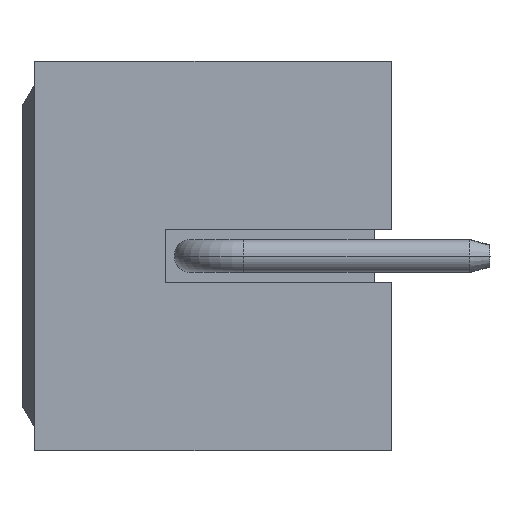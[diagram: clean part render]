
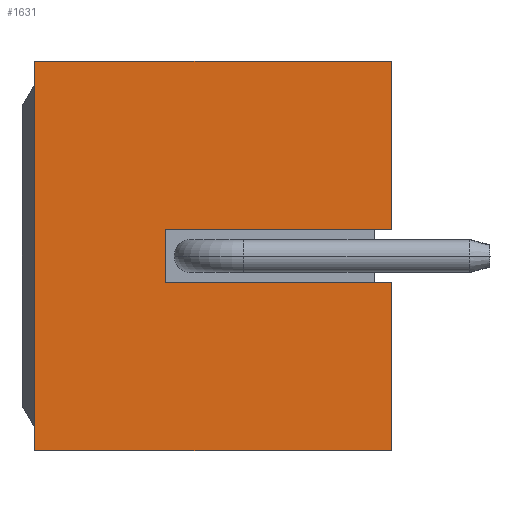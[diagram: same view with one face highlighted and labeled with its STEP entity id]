
A CAD part, left-side view. The second image highlights one B-rep face of the part: STEP entity #1631.
In plain terms, the highlighted planar face has unit normal (-1, 0, 0).
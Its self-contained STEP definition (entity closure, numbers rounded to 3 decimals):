
#59 = DIRECTION ( 'NONE',  ( 0., -1., 0. ) ) ;
#69 = CARTESIAN_POINT ( 'NONE',  ( -11., 0.4, -0.65 ) ) ;
#158 = CARTESIAN_POINT ( 'NONE',  ( -11., 0., 4.75 ) ) ;
#201 = LINE ( 'NONE', #519, #2570 ) ;
#338 = ORIENTED_EDGE ( 'NONE', *, *, #3193, .F. ) ;
#519 = CARTESIAN_POINT ( 'NONE',  ( -11., 8.7, -4.75 ) ) ;
#608 = LINE ( 'NONE', #1148, #2172 ) ;
#622 = DIRECTION ( 'NONE',  ( 0., 0., 1. ) ) ;
#650 = VECTOR ( 'NONE', #59, 1000. ) ;
#665 = LINE ( 'NONE', #933, #2224 ) ;
#734 = EDGE_CURVE ( 'NONE', #1231, #2885, #608, .T. ) ;
#819 = LINE ( 'NONE', #158, #913 ) ;
#821 = CARTESIAN_POINT ( 'NONE',  ( -11., 0., 0.65 ) ) ;
#844 = VERTEX_POINT ( 'NONE', #3879 ) ;
#913 = VECTOR ( 'NONE', #2633, 1000. ) ;
#933 = CARTESIAN_POINT ( 'NONE',  ( -11., 0., 4.75 ) ) ;
#960 = ORIENTED_EDGE ( 'NONE', *, *, #1270, .T. ) ;
#1007 = DIRECTION ( 'NONE',  ( 0., -1., 0. ) ) ;
#1028 = CARTESIAN_POINT ( 'NONE',  ( -11., 8.7, 4.75 ) ) ;
#1088 = CARTESIAN_POINT ( 'NONE',  ( -11., 5.5, 0.65 ) ) ;
#1099 = DIRECTION ( 'NONE',  ( 0., 0., 1. ) ) ;
#1132 = DIRECTION ( 'NONE',  ( 0., -1., 0. ) ) ;
#1148 = CARTESIAN_POINT ( 'NONE',  ( -11., 0.4, 0.65 ) ) ;
#1201 = FACE_OUTER_BOUND ( 'NONE', #3457, .T. ) ;
#1231 = VERTEX_POINT ( 'NONE', #1088 ) ;
#1270 = EDGE_CURVE ( 'NONE', #3943, #2515, #819, .T. ) ;
#1307 = VECTOR ( 'NONE', #1099, 1000. ) ;
#1420 = EDGE_CURVE ( 'NONE', #2885, #3511, #665, .T. ) ;
#1488 = LINE ( 'NONE', #3719, #3761 ) ;
#1582 = ORIENTED_EDGE ( 'NONE', *, *, #734, .T. ) ;
#1631 = ADVANCED_FACE ( 'NONE', ( #1201 ), #2276, .F. ) ;
#1638 = VERTEX_POINT ( 'NONE', #1028 ) ;
#1670 = CARTESIAN_POINT ( 'NONE',  ( -11., 8.7, 4.75 ) ) ;
#1706 = EDGE_CURVE ( 'NONE', #844, #1638, #2942, .T. ) ;
#1727 = VERTEX_POINT ( 'NONE', #2042 ) ;
#1930 = ORIENTED_EDGE ( 'NONE', *, *, #3483, .T. ) ;
#1987 = DIRECTION ( 'NONE',  ( 0., 0., -1. ) ) ;
#2039 = CARTESIAN_POINT ( 'NONE',  ( -11., 0., -4.75 ) ) ;
#2042 = CARTESIAN_POINT ( 'NONE',  ( -11., 5.5, -0.65 ) ) ;
#2172 = VECTOR ( 'NONE', #3281, 1000. ) ;
#2207 = VECTOR ( 'NONE', #1007, 1000. ) ;
#2224 = VECTOR ( 'NONE', #622, 1000. ) ;
#2276 = PLANE ( 'NONE',  #2543 ) ;
#2293 = LINE ( 'NONE', #3491, #2207 ) ;
#2420 = EDGE_CURVE ( 'NONE', #1231, #1727, #1488, .T. ) ;
#2462 = ORIENTED_EDGE ( 'NONE', *, *, #3228, .F. ) ;
#2515 = VERTEX_POINT ( 'NONE', #3342 ) ;
#2543 = AXIS2_PLACEMENT_3D ( 'NONE', #1670, #3831, #1987 ) ;
#2570 = VECTOR ( 'NONE', #1132, 1000. ) ;
#2628 = CARTESIAN_POINT ( 'NONE',  ( -11., 8.7, 4.75 ) ) ;
#2633 = DIRECTION ( 'NONE',  ( 0., 0., 1. ) ) ;
#2668 = CARTESIAN_POINT ( 'NONE',  ( -11., 0., 4.75 ) ) ;
#2885 = VERTEX_POINT ( 'NONE', #821 ) ;
#2942 = LINE ( 'NONE', #2628, #1307 ) ;
#3111 = LINE ( 'NONE', #69, #650 ) ;
#3193 = EDGE_CURVE ( 'NONE', #1727, #2515, #3111, .T. ) ;
#3228 = EDGE_CURVE ( 'NONE', #1638, #3511, #2293, .T. ) ;
#3281 = DIRECTION ( 'NONE',  ( 0., -1., 0. ) ) ;
#3342 = CARTESIAN_POINT ( 'NONE',  ( -11., 0., -0.65 ) ) ;
#3424 = ORIENTED_EDGE ( 'NONE', *, *, #1420, .T. ) ;
#3457 = EDGE_LOOP ( 'NONE', ( #338, #3745, #1582, #3424, #2462, #3675, #1930, #960 ) ) ;
#3483 = EDGE_CURVE ( 'NONE', #844, #3943, #201, .T. ) ;
#3491 = CARTESIAN_POINT ( 'NONE',  ( -11., 8.7, 4.75 ) ) ;
#3511 = VERTEX_POINT ( 'NONE', #2668 ) ;
#3675 = ORIENTED_EDGE ( 'NONE', *, *, #1706, .F. ) ;
#3719 = CARTESIAN_POINT ( 'NONE',  ( -11., 5.5, -0.65 ) ) ;
#3724 = DIRECTION ( 'NONE',  ( 0., 0., -1. ) ) ;
#3745 = ORIENTED_EDGE ( 'NONE', *, *, #2420, .F. ) ;
#3761 = VECTOR ( 'NONE', #3724, 1000. ) ;
#3831 = DIRECTION ( 'NONE',  ( 1., 0., 0. ) ) ;
#3879 = CARTESIAN_POINT ( 'NONE',  ( -11., 8.7, -4.75 ) ) ;
#3943 = VERTEX_POINT ( 'NONE', #2039 ) ;
